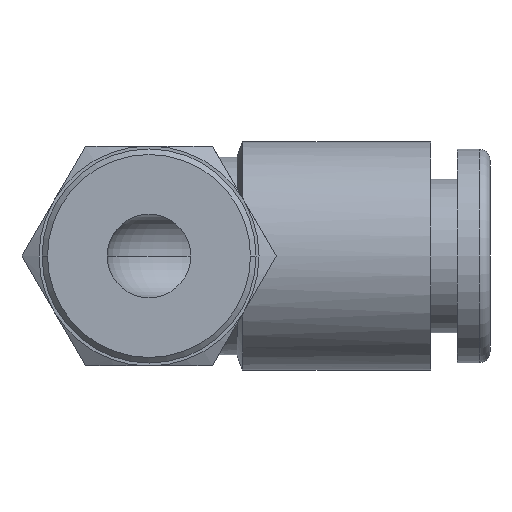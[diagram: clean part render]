
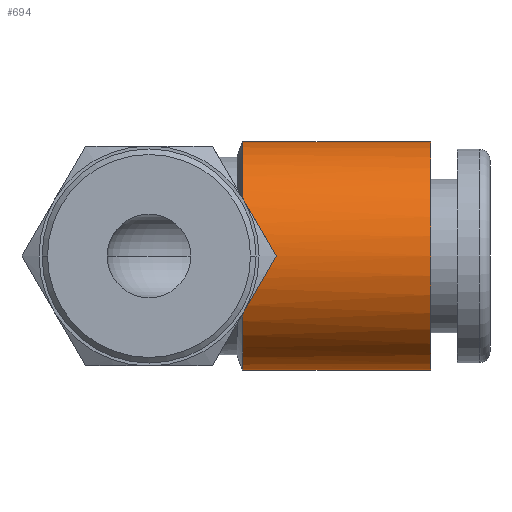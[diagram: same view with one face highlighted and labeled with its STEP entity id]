
A CAD part, front view. The second image highlights one B-rep face of the part: STEP entity #694.
In plain terms, the highlighted cylindrical face has radius 5.2 mm (diameter 10.4 mm), a partial arc.
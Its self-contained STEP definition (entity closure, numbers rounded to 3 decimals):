
#22 = EDGE_LOOP ( 'NONE', ( #843, #1383, #1003, #1883, #1785, #1782, #1096 ) ) ;
#52 = CYLINDRICAL_SURFACE ( 'NONE', #119, 5.2 ) ;
#60 = CARTESIAN_POINT ( 'NONE',  ( 27.508, 0., 0. ) ) ;
#79 = VERTEX_POINT ( 'NONE', #367 ) ;
#101 = EDGE_CURVE ( 'NONE', #1825, #242, #1719, .T. ) ;
#119 = AXIS2_PLACEMENT_3D ( 'NONE', #60, #1734, #1865 ) ;
#120 = CARTESIAN_POINT ( 'NONE',  ( 4.396, -5.11, 0.993 ) ) ;
#128 = CARTESIAN_POINT ( 'NONE',  ( 4.255, 0., 0. ) ) ;
#148 = CARTESIAN_POINT ( 'NONE',  ( 4.5, -5.2, 0. ) ) ;
#181 = DIRECTION ( 'NONE',  ( 1., 0., 0. ) ) ;
#242 = VERTEX_POINT ( 'NONE', #2189 ) ;
#289 = CARTESIAN_POINT ( 'NONE',  ( 4.255, -4.989, 1.465 ) ) ;
#314 = DIRECTION ( 'NONE',  ( 0., 0., -1. ) ) ;
#359 = CARTESIAN_POINT ( 'NONE',  ( 4.255, 0., 0. ) ) ;
#367 = CARTESIAN_POINT ( 'NONE',  ( 12.8, 0., -5.2 ) ) ;
#405 = CARTESIAN_POINT ( 'NONE',  ( 4.255, -4.989, 1.465 ) ) ;
#516 = LINE ( 'NONE', #1131, #1327 ) ;
#579 = CARTESIAN_POINT ( 'NONE',  ( 12.8, 0., 0. ) ) ;
#612 = EDGE_CURVE ( 'NONE', #781, #2112, #1646, .T. ) ;
#694 = ADVANCED_FACE ( 'NONE', ( #1857 ), #52, .T. ) ;
#737 = AXIS2_PLACEMENT_3D ( 'NONE', #128, #2223, #314 ) ;
#759 = DIRECTION ( 'NONE',  ( 0., 0., -1. ) ) ;
#763 = CARTESIAN_POINT ( 'NONE',  ( 4.478, -5.181, -0.506 ) ) ;
#781 = VERTEX_POINT ( 'NONE', #148 ) ;
#822 = CIRCLE ( 'NONE', #1937, 5.2 ) ;
#843 = ORIENTED_EDGE ( 'NONE', *, *, #1666, .F. ) ;
#913 = VERTEX_POINT ( 'NONE', #960 ) ;
#933 = CARTESIAN_POINT ( 'NONE',  ( 4.5, -5.2, 0. ) ) ;
#936 = VERTEX_POINT ( 'NONE', #1132 ) ;
#960 = CARTESIAN_POINT ( 'NONE',  ( 4.255, 0., -5.2 ) ) ;
#1003 = ORIENTED_EDGE ( 'NONE', *, *, #101, .T. ) ;
#1081 = AXIS2_PLACEMENT_3D ( 'NONE', #579, #1811, #759 ) ;
#1084 = VECTOR ( 'NONE', #1946, 1000. ) ;
#1096 = ORIENTED_EDGE ( 'NONE', *, *, #1281, .T. ) ;
#1115 = CARTESIAN_POINT ( 'NONE',  ( 4.255, -4.989, -1.465 ) ) ;
#1131 = CARTESIAN_POINT ( 'NONE',  ( 27.508, 0., -5.2 ) ) ;
#1132 = CARTESIAN_POINT ( 'NONE',  ( 4.255, -4.989, -1.465 ) ) ;
#1156 = CARTESIAN_POINT ( 'NONE',  ( 4.5, -5.2, 0. ) ) ;
#1184 = EDGE_CURVE ( 'NONE', #242, #2112, #822, .T. ) ;
#1281 = EDGE_CURVE ( 'NONE', #936, #913, #1612, .T. ) ;
#1319 = DIRECTION ( 'NONE',  ( -1., 0., 0. ) ) ;
#1321 = CIRCLE ( 'NONE', #1081, 5.2 ) ;
#1324 = CARTESIAN_POINT ( 'NONE',  ( 4.334, -5.057, 1.234 ) ) ;
#1327 = VECTOR ( 'NONE', #1319, 1000. ) ;
#1343 = B_SPLINE_CURVE_WITH_KNOTS ( 'NONE', 3,
 ( #1115, #1981, #1816, #763, #1991, #933 ),
 .UNSPECIFIED., .F., .F.,
 ( 4, 2, 4 ),
 ( 0., 0.001, 0.002 ),
 .UNSPECIFIED. ) ;
#1383 = ORIENTED_EDGE ( 'NONE', *, *, #2127, .F. ) ;
#1525 = CARTESIAN_POINT ( 'NONE',  ( 12.8, 0., 5.2 ) ) ;
#1599 = CARTESIAN_POINT ( 'NONE',  ( 27.508, 0., 5.2 ) ) ;
#1612 = CIRCLE ( 'NONE', #737, 5.2 ) ;
#1646 = B_SPLINE_CURVE_WITH_KNOTS ( 'NONE', 3,
 ( #1156, #1660, #1654, #120, #1324, #289 ),
 .UNSPECIFIED., .F., .F.,
 ( 4, 2, 4 ),
 ( 0.002, 0.002, 0.003 ),
 .UNSPECIFIED. ) ;
#1654 = CARTESIAN_POINT ( 'NONE',  ( 4.479, -5.182, 0.5 ) ) ;
#1660 = CARTESIAN_POINT ( 'NONE',  ( 4.5, -5.2, 0.251 ) ) ;
#1666 = EDGE_CURVE ( 'NONE', #79, #913, #516, .T. ) ;
#1719 = LINE ( 'NONE', #1599, #1084 ) ;
#1734 = DIRECTION ( 'NONE',  ( -1., 0., 0. ) ) ;
#1782 = ORIENTED_EDGE ( 'NONE', *, *, #2158, .F. ) ;
#1785 = ORIENTED_EDGE ( 'NONE', *, *, #612, .F. ) ;
#1811 = DIRECTION ( 'NONE',  ( 1., 0., 0. ) ) ;
#1816 = CARTESIAN_POINT ( 'NONE',  ( 4.395, -5.11, -0.996 ) ) ;
#1825 = VERTEX_POINT ( 'NONE', #1525 ) ;
#1857 = FACE_OUTER_BOUND ( 'NONE', #22, .T. ) ;
#1865 = DIRECTION ( 'NONE',  ( 0., 0., 1. ) ) ;
#1874 = DIRECTION ( 'NONE',  ( 0., 0., -1. ) ) ;
#1883 = ORIENTED_EDGE ( 'NONE', *, *, #1184, .T. ) ;
#1937 = AXIS2_PLACEMENT_3D ( 'NONE', #359, #181, #1874 ) ;
#1946 = DIRECTION ( 'NONE',  ( -1., 0., 0. ) ) ;
#1981 = CARTESIAN_POINT ( 'NONE',  ( 4.334, -5.057, -1.234 ) ) ;
#1991 = CARTESIAN_POINT ( 'NONE',  ( 4.5, -5.2, -0.251 ) ) ;
#2112 = VERTEX_POINT ( 'NONE', #405 ) ;
#2127 = EDGE_CURVE ( 'NONE', #1825, #79, #1321, .T. ) ;
#2158 = EDGE_CURVE ( 'NONE', #936, #781, #1343, .T. ) ;
#2189 = CARTESIAN_POINT ( 'NONE',  ( 4.255, 0., 5.2 ) ) ;
#2223 = DIRECTION ( 'NONE',  ( 1., 0., 0. ) ) ;
